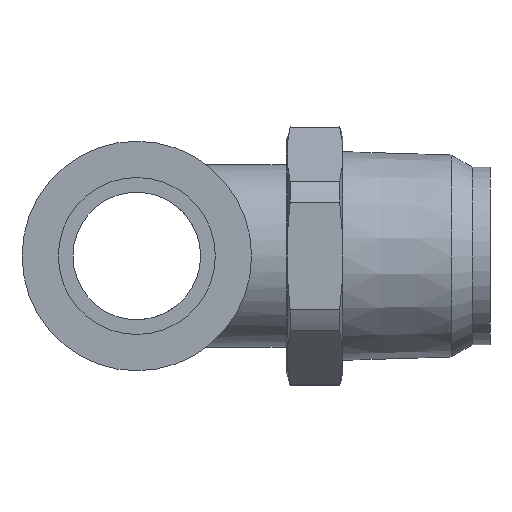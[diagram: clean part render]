
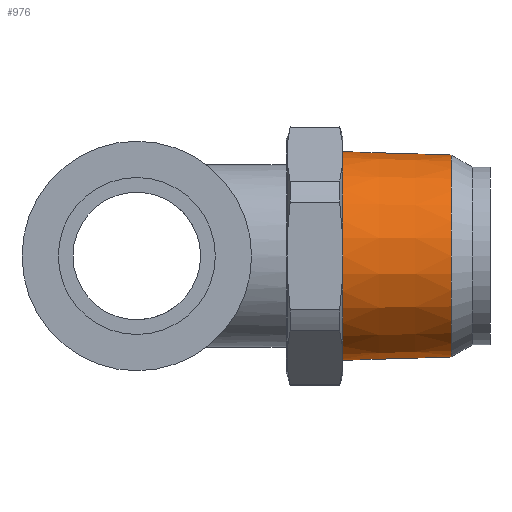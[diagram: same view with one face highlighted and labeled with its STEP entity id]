
A CAD part, left-side view. The second image highlights one B-rep face of the part: STEP entity #976.
In plain terms, the highlighted conical face has half-angle 1.788 degrees and reference radius 10.634 mm.
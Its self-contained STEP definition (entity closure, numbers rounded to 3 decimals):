
#53=CONICAL_SURFACE('',#1103,10.634,0.031);
#270=ORIENTED_EDGE('',*,*,#467,.F.);
#271=ORIENTED_EDGE('',*,*,#468,.T.);
#467=EDGE_CURVE('',#584,#584,#661,.T.);
#468=EDGE_CURVE('',#585,#585,#662,.T.);
#584=VERTEX_POINT('',#1632);
#585=VERTEX_POINT('',#1635);
#661=CIRCLE('',#1102,10.288);
#662=CIRCLE('',#1104,10.634);
#760=EDGE_LOOP('',(#270));
#761=EDGE_LOOP('',(#271));
#872=FACE_BOUND('',#760,.T.);
#873=FACE_BOUND('',#761,.T.);
#976=ADVANCED_FACE('',(#872,#873),#53,.T.);
#1102=AXIS2_PLACEMENT_3D('',#1631,#1344,#1345);
#1103=AXIS2_PLACEMENT_3D('',#1633,#1346,#1347);
#1104=AXIS2_PLACEMENT_3D('',#1634,#1348,#1349);
#1344=DIRECTION('',(0.,-1.,0.));
#1345=DIRECTION('',(0.,0.,-1.));
#1346=DIRECTION('',(0.,1.,0.));
#1347=DIRECTION('',(0.,0.,1.));
#1348=DIRECTION('',(0.,-1.,0.));
#1349=DIRECTION('',(0.,0.,-1.));
#1631=CARTESIAN_POINT('',(0.,-32.072,0.));
#1632=CARTESIAN_POINT('',(0.,-32.072,-10.288));
#1633=CARTESIAN_POINT('',(0.,-21.,0.));
#1634=CARTESIAN_POINT('',(0.,-21.,0.));
#1635=CARTESIAN_POINT('',(0.,-21.,-10.634));
